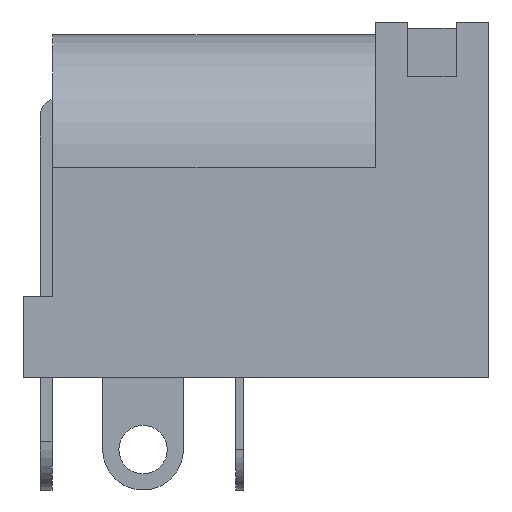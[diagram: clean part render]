
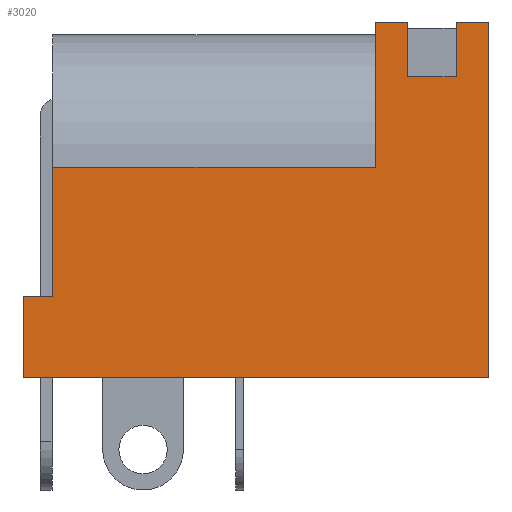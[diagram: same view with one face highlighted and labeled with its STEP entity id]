
A CAD part, front view. The second image highlights one B-rep face of the part: STEP entity #3020.
In plain terms, the highlighted planar face has unit normal (0, -1, 0).
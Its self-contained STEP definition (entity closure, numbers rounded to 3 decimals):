
#90 = EDGE_CURVE ( 'NONE', #9747, #8520, #541, .T. ) ;
#146 = VECTOR ( 'NONE', #1777, 1000. ) ;
#147 = DIRECTION ( 'NONE',  ( 0., 0., -1. ) ) ;
#228 = LINE ( 'NONE', #10724, #3646 ) ;
#312 = CARTESIAN_POINT ( 'NONE',  ( 4.7, -4.7, 4.5 ) ) ;
#541 = LINE ( 'NONE', #6128, #9701 ) ;
#719 = ORIENTED_EDGE ( 'NONE', *, *, #11947, .T. ) ;
#853 = DIRECTION ( 'NONE',  ( 1., 0., 0. ) ) ;
#878 = ORIENTED_EDGE ( 'NONE', *, *, #90, .T. ) ;
#921 = VERTEX_POINT ( 'NONE', #4780 ) ;
#1128 = CARTESIAN_POINT ( 'NONE',  ( -7.2, -4.7, -6.5 ) ) ;
#1508 = DIRECTION ( 'NONE',  ( 0., 0., 1. ) ) ;
#1669 = DIRECTION ( 'NONE',  ( 0., 0., 1. ) ) ;
#1686 = LINE ( 'NONE', #7929, #12783 ) ;
#1765 = VERTEX_POINT ( 'NONE', #8877 ) ;
#1777 = DIRECTION ( 'NONE',  ( 0., 0., -1. ) ) ;
#1969 = CARTESIAN_POINT ( 'NONE',  ( -7.2, -4.7, -4. ) ) ;
#1978 = DIRECTION ( 'NONE',  ( 0., 0., -1. ) ) ;
#2145 = ORIENTED_EDGE ( 'NONE', *, *, #3527, .T. ) ;
#2249 = CARTESIAN_POINT ( 'NONE',  ( 7.2, -4.7, 4.5 ) ) ;
#2652 = LINE ( 'NONE', #7936, #9025 ) ;
#2716 = DIRECTION ( 'NONE',  ( 0., 0., -1. ) ) ;
#3020 = ADVANCED_FACE ( 'NONE', ( #10430 ), #12479, .T. ) ;
#3092 = ORIENTED_EDGE ( 'NONE', *, *, #12144, .F. ) ;
#3144 = VERTEX_POINT ( 'NONE', #7397 ) ;
#3230 = DIRECTION ( 'NONE',  ( 0., 0., -1. ) ) ;
#3424 = VERTEX_POINT ( 'NONE', #312 ) ;
#3523 = CARTESIAN_POINT ( 'NONE',  ( -7.2, -4.7, -4. ) ) ;
#3527 = EDGE_CURVE ( 'NONE', #1765, #9436, #8090, .T. ) ;
#3534 = ORIENTED_EDGE ( 'NONE', *, *, #9692, .T. ) ;
#3646 = VECTOR ( 'NONE', #1508, 1000. ) ;
#3700 = EDGE_CURVE ( 'NONE', #13440, #8520, #9536, .T. ) ;
#3956 = CARTESIAN_POINT ( 'NONE',  ( 6.2, -4.7, 4.5 ) ) ;
#3971 = CARTESIAN_POINT ( 'NONE',  ( 3.7, -4.7, 0. ) ) ;
#4225 = EDGE_CURVE ( 'NONE', #5273, #9436, #9497, .T. ) ;
#4780 = CARTESIAN_POINT ( 'NONE',  ( 4.7, -4.7, 2.8 ) ) ;
#4853 = CARTESIAN_POINT ( 'NONE',  ( 7.2, -4.7, 4.5 ) ) ;
#5017 = CARTESIAN_POINT ( 'NONE',  ( 3.7, -4.7, 4.5 ) ) ;
#5020 = ORIENTED_EDGE ( 'NONE', *, *, #3700, .F. ) ;
#5035 = LINE ( 'NONE', #9535, #10232 ) ;
#5076 = CARTESIAN_POINT ( 'NONE',  ( -7.2, -4.7, 4.5 ) ) ;
#5273 = VERTEX_POINT ( 'NONE', #10264 ) ;
#5494 = DIRECTION ( 'NONE',  ( 1., 0., 0. ) ) ;
#5603 = VECTOR ( 'NONE', #10352, 1000. ) ;
#5683 = DIRECTION ( 'NONE',  ( 1., 0., 0. ) ) ;
#5717 = ORIENTED_EDGE ( 'NONE', *, *, #13010, .F. ) ;
#5889 = VECTOR ( 'NONE', #5494, 1000. ) ;
#5920 = ORIENTED_EDGE ( 'NONE', *, *, #8758, .T. ) ;
#6128 = CARTESIAN_POINT ( 'NONE',  ( -7.2, -4.7, -6.5 ) ) ;
#6337 = VERTEX_POINT ( 'NONE', #3523 ) ;
#6459 = VECTOR ( 'NONE', #853, 1000. ) ;
#6508 = CARTESIAN_POINT ( 'NONE',  ( -7.2, -4.7, 0. ) ) ;
#6804 = ORIENTED_EDGE ( 'NONE', *, *, #8711, .F. ) ;
#6830 = DIRECTION ( 'NONE',  ( 1., 0., 0. ) ) ;
#7397 = CARTESIAN_POINT ( 'NONE',  ( 6.2, -4.7, 2.8 ) ) ;
#7583 = VECTOR ( 'NONE', #147, 1000. ) ;
#7913 = LINE ( 'NONE', #7977, #12541 ) ;
#7929 = CARTESIAN_POINT ( 'NONE',  ( -6.3, -4.7, -4. ) ) ;
#7936 = CARTESIAN_POINT ( 'NONE',  ( -7.2, -4.7, 4.5 ) ) ;
#7977 = CARTESIAN_POINT ( 'NONE',  ( 4.7, -4.7, 2.8 ) ) ;
#8090 = LINE ( 'NONE', #5017, #146 ) ;
#8192 = LINE ( 'NONE', #11290, #6459 ) ;
#8193 = VERTEX_POINT ( 'NONE', #12031 ) ;
#8520 = VERTEX_POINT ( 'NONE', #12344 ) ;
#8593 = ORIENTED_EDGE ( 'NONE', *, *, #4225, .F. ) ;
#8711 = EDGE_CURVE ( 'NONE', #1765, #3424, #2652, .T. ) ;
#8758 = EDGE_CURVE ( 'NONE', #921, #3424, #7913, .T. ) ;
#8849 = CARTESIAN_POINT ( 'NONE',  ( 6.2, -4.7, 2.8 ) ) ;
#8877 = CARTESIAN_POINT ( 'NONE',  ( 3.7, -4.7, 4.5 ) ) ;
#9025 = VECTOR ( 'NONE', #6830, 1000. ) ;
#9256 = DIRECTION ( 'NONE',  ( 0., -1., 0. ) ) ;
#9337 = EDGE_CURVE ( 'NONE', #921, #3144, #12970, .T. ) ;
#9436 = VERTEX_POINT ( 'NONE', #3971 ) ;
#9497 = LINE ( 'NONE', #6508, #5889 ) ;
#9535 = CARTESIAN_POINT ( 'NONE',  ( -7.2, -4.7, 4.5 ) ) ;
#9536 = LINE ( 'NONE', #2249, #7583 ) ;
#9692 = EDGE_CURVE ( 'NONE', #5273, #8193, #1686, .T. ) ;
#9701 = VECTOR ( 'NONE', #9873, 1000. ) ;
#9747 = VERTEX_POINT ( 'NONE', #1128 ) ;
#9873 = DIRECTION ( 'NONE',  ( 1., 0., 0. ) ) ;
#10057 = AXIS2_PLACEMENT_3D ( 'NONE', #5076, #9256, #1978 ) ;
#10232 = VECTOR ( 'NONE', #3230, 1000. ) ;
#10264 = CARTESIAN_POINT ( 'NONE',  ( -6.3, -4.7, 0. ) ) ;
#10352 = DIRECTION ( 'NONE',  ( -1., 0., 0. ) ) ;
#10430 = FACE_OUTER_BOUND ( 'NONE', #12264, .T. ) ;
#10724 = CARTESIAN_POINT ( 'NONE',  ( 6.2, -4.7, 2.8 ) ) ;
#10891 = ORIENTED_EDGE ( 'NONE', *, *, #9337, .F. ) ;
#10971 = ORIENTED_EDGE ( 'NONE', *, *, #13328, .T. ) ;
#11290 = CARTESIAN_POINT ( 'NONE',  ( -7.2, -4.7, 4.5 ) ) ;
#11862 = VERTEX_POINT ( 'NONE', #3956 ) ;
#11947 = EDGE_CURVE ( 'NONE', #8193, #6337, #12528, .T. ) ;
#12031 = CARTESIAN_POINT ( 'NONE',  ( -6.3, -4.7, -4. ) ) ;
#12144 = EDGE_CURVE ( 'NONE', #3144, #11862, #228, .T. ) ;
#12264 = EDGE_LOOP ( 'NONE', ( #719, #10971, #878, #5020, #5717, #3092, #10891, #5920, #6804, #2145, #8593, #3534 ) ) ;
#12344 = CARTESIAN_POINT ( 'NONE',  ( 7.2, -4.7, -6.5 ) ) ;
#12479 = PLANE ( 'NONE',  #10057 ) ;
#12528 = LINE ( 'NONE', #1969, #5603 ) ;
#12541 = VECTOR ( 'NONE', #1669, 1000. ) ;
#12564 = VECTOR ( 'NONE', #5683, 1000. ) ;
#12783 = VECTOR ( 'NONE', #2716, 1000. ) ;
#12970 = LINE ( 'NONE', #8849, #12564 ) ;
#13010 = EDGE_CURVE ( 'NONE', #11862, #13440, #8192, .T. ) ;
#13328 = EDGE_CURVE ( 'NONE', #6337, #9747, #5035, .T. ) ;
#13440 = VERTEX_POINT ( 'NONE', #4853 ) ;
